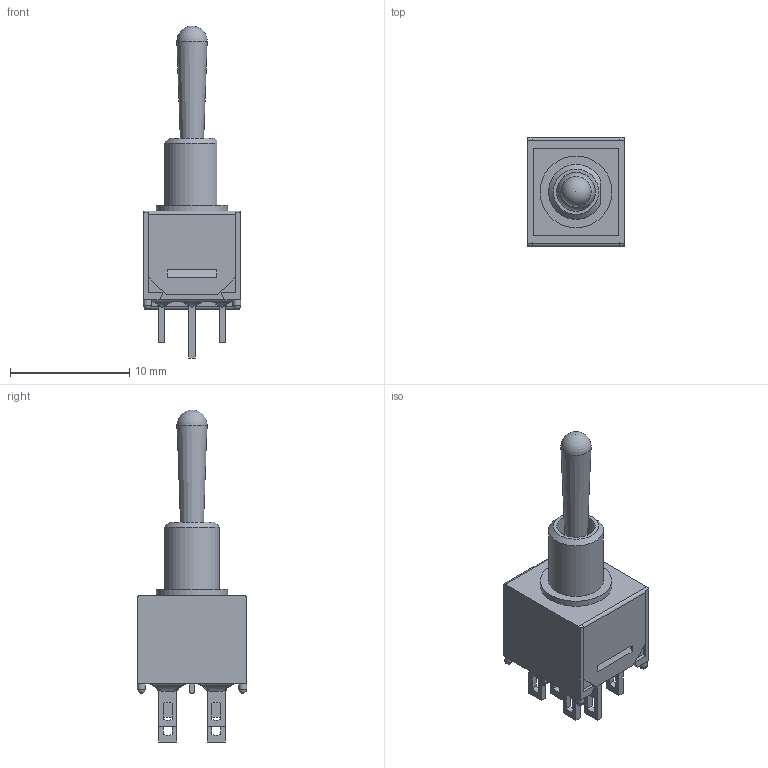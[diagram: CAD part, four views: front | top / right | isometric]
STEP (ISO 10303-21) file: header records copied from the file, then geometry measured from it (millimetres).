
FILE_DESCRIPTION((' '),'2;1');
FILE_NAME('200MDPxT1B1M1xE.stp','2017-07-20T16:03:44',(' '),(' '),' ','ACIS',' ');
FILE_SCHEMA(('CONFIG_CONTROL_DESIGN'));
Length unit declared in the file: inch
Products named in the file (1): 200MDPxT1B1M1xE.stp
Bounding box: 8.13 x 9.14 x 27.79 mm (x, y, z)
Volume: 361.8 mm3; surface area: 1098.2 mm2
Topology: 2 solids, 3 shells, 202 faces, 552 edges, 360 vertices
Faces by surface type: plane 144, cylinder 34, bspline 16, sphere 6, cone 2
Full cylindrical faces by diameter (mm): 0.65 x4, 3.25 x1, 6 x1
Entity records: 8396 total; most frequent: CARTESIAN_POINT 3392, ORIENTED_EDGE 1058, DIRECTION 909, EDGE_CURVE 529, VECTOR 383, LINE 383, VERTEX_POINT 351, AXIS2_PLACEMENT_3D 263
